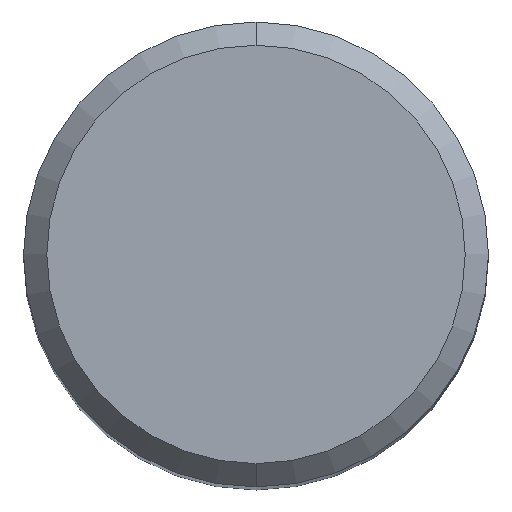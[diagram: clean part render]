
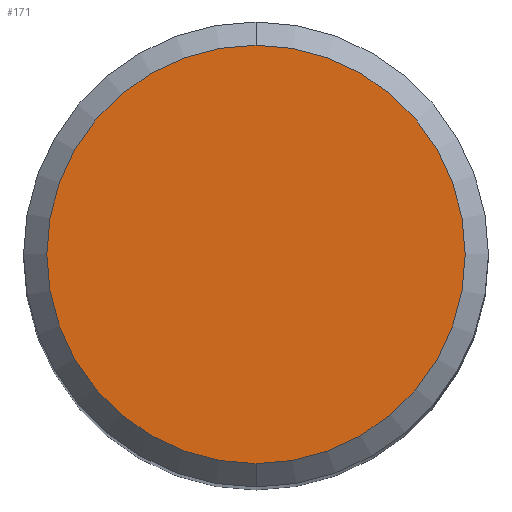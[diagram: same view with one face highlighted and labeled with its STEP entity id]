
A CAD part, top view. The second image highlights one B-rep face of the part: STEP entity #171.
In plain terms, the highlighted planar face has unit normal (0, 0, 1).
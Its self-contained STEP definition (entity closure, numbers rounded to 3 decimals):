
#101=EDGE_CURVE('',#107,#195,#252,.T.);
#107=VERTEX_POINT('',#258);
#157=EDGE_CURVE('',#195,#107,#316,.T.);
#171=ADVANCED_FACE('',(#333),#334,.T.);
#195=VERTEX_POINT('',#360);
#252=CIRCLE('',#415,4.5);
#258=CARTESIAN_POINT('',(0.0,4.5,0.0));
#316=CIRCLE('',#495,4.5);
#333=FACE_OUTER_BOUND('',#515,.T.);
#334=PLANE('',#516);
#360=CARTESIAN_POINT('',(0.,-4.5,0.0));
#415=AXIS2_PLACEMENT_3D('',#602,#603,#604);
#495=AXIS2_PLACEMENT_3D('',#689,#690,#691);
#515=EDGE_LOOP('',(#721,#722));
#516=AXIS2_PLACEMENT_3D('',#723,#724,#725);
#602=CARTESIAN_POINT('',(0.0,0.0,0.0));
#603=DIRECTION('',(0.0,0.0,-1.0));
#604=DIRECTION('',(0.0,1.0,0.0));
#689=CARTESIAN_POINT('',(0.0,0.0,0.0));
#690=DIRECTION('',(0.0,0.0,-1.0));
#691=DIRECTION('',(0.0,1.0,0.0));
#721=ORIENTED_EDGE('',*,*,#101,.F.);
#722=ORIENTED_EDGE('',*,*,#157,.F.);
#723=CARTESIAN_POINT('',(0.0,2.25,0.0));
#724=DIRECTION('',(-0.0,0.0,1.0));
#725=DIRECTION('',(0.0,-1.0,0.0));
